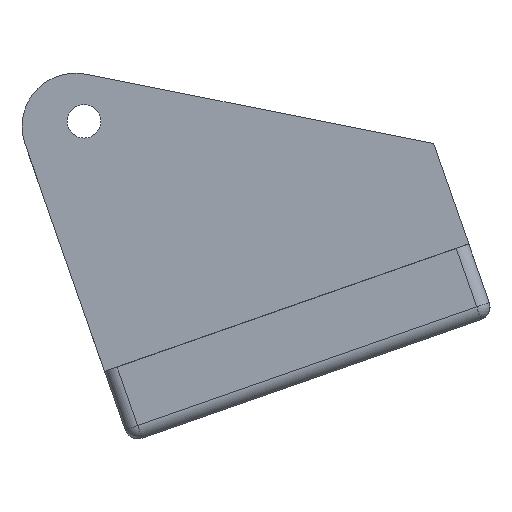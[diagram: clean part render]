
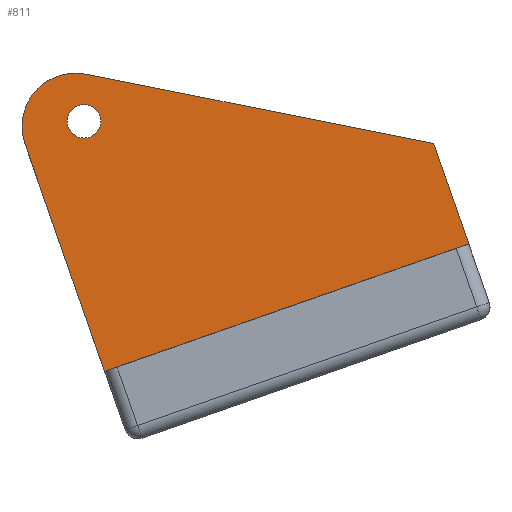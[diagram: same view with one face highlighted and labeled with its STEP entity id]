
A CAD part, left-side view. The second image highlights one B-rep face of the part: STEP entity #811.
In plain terms, the highlighted planar face has unit normal (-1, 0, 0).
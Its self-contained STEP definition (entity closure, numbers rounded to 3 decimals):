
#32=FACE_BOUND('',#299,.T.);
#49=PLANE('',#905);
#72=LINE('',#1251,#142);
#103=LINE('',#1336,#173);
#111=LINE('',#1372,#181);
#112=LINE('',#1374,#182);
#142=VECTOR('',#1000,10.);
#173=VECTOR('',#1075,10.);
#181=VECTOR('',#1117,10.);
#182=VECTOR('',#1120,10.);
#245=FACE_OUTER_BOUND('',#298,.T.);
#298=EDGE_LOOP('',(#695,#696,#697,#698,#699));
#299=EDGE_LOOP('',(#700));
#357=CIRCLE('',#906,8.);
#358=CIRCLE('',#907,2.518);
#385=VERTEX_POINT('',#1248);
#386=VERTEX_POINT('',#1250);
#417=VERTEX_POINT('',#1333);
#418=VERTEX_POINT('',#1335);
#429=VERTEX_POINT('',#1371);
#430=VERTEX_POINT('',#1375);
#466=EDGE_CURVE('',#386,#385,#72,.T.);
#509=EDGE_CURVE('',#418,#417,#103,.T.);
#527=EDGE_CURVE('',#429,#417,#111,.T.);
#528=EDGE_CURVE('',#429,#386,#357,.T.);
#529=EDGE_CURVE('',#418,#385,#112,.T.);
#530=EDGE_CURVE('',#430,#430,#358,.F.);
#695=ORIENTED_EDGE('',*,*,#509,.T.);
#696=ORIENTED_EDGE('',*,*,#527,.F.);
#697=ORIENTED_EDGE('',*,*,#528,.T.);
#698=ORIENTED_EDGE('',*,*,#466,.T.);
#699=ORIENTED_EDGE('',*,*,#529,.F.);
#700=ORIENTED_EDGE('',*,*,#530,.F.);
#811=ADVANCED_FACE('',(#245,#32),#49,.F.);
#905=AXIS2_PLACEMENT_3D('',#1370,#1115,#1116);
#906=AXIS2_PLACEMENT_3D('',#1373,#1118,#1119);
#907=AXIS2_PLACEMENT_3D('',#1376,#1121,#1122);
#1000=DIRECTION('',(0.,-0.33,-0.944));
#1075=DIRECTION('',(0.,0.33,0.944));
#1115=DIRECTION('center_axis',(1.,0.,0.));
#1116=DIRECTION('ref_axis',(0.,0.,-1.));
#1117=DIRECTION('',(0.,-0.981,-0.195));
#1118=DIRECTION('center_axis',(-1.,0.,0.));
#1119=DIRECTION('ref_axis',(0.,0.944,-0.33));
#1120=DIRECTION('',(0.,0.944,-0.33));
#1121=DIRECTION('center_axis',(1.,0.,0.));
#1122=DIRECTION('ref_axis',(0.,1.,0.));
#1248=CARTESIAN_POINT('',(26.,64.182,17.536));
#1250=CARTESIAN_POINT('',(26.,76.149,51.727));
#1251=CARTESIAN_POINT('',(26.,62.312,12.191));
#1333=CARTESIAN_POINT('',(26.,14.724,51.798));
#1335=CARTESIAN_POINT('',(26.,9.439,36.696));
#1336=CARTESIAN_POINT('',(26.,12.081,44.247));
#1370=CARTESIAN_POINT('Origin',(26.,40.,26.));
#1371=CARTESIAN_POINT('',(26.,67.036,62.215));
#1372=CARTESIAN_POINT('',(26.,26.821,54.207));
#1373=CARTESIAN_POINT('Origin',(26.,68.598,54.369));
#1374=CARTESIAN_POINT('',(26.,0.,40.));
#1375=CARTESIAN_POINT('',(26.,64.756,55.125));
#1376=CARTESIAN_POINT('Origin',(26.,67.274,55.125));
